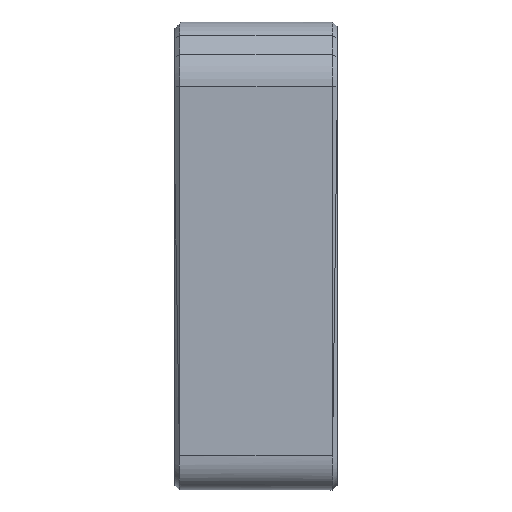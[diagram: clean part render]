
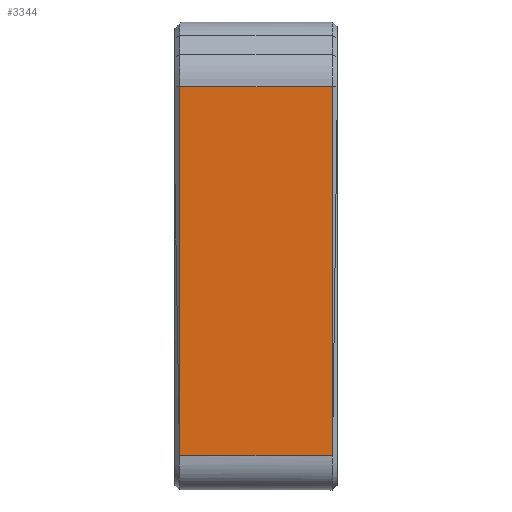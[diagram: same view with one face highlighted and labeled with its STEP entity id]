
A CAD part, front view. The second image highlights one B-rep face of the part: STEP entity #3344.
In plain terms, the highlighted planar face has unit normal (0, -1, 0).
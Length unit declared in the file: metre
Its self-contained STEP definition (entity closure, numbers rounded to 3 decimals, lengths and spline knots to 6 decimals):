
#112=B_SPLINE_CURVE_WITH_KNOTS('',3,(#5247,#5248,#5249,#5250),
 .UNSPECIFIED.,.F.,.F.,(4,4),(0.,1.),.UNSPECIFIED.);
#372=LINE('',#5243,#648);
#374=LINE('',#5251,#650);
#375=LINE('',#5253,#651);
#648=VECTOR('',#4033,1.);
#650=VECTOR('',#4037,1.);
#651=VECTOR('',#4038,1.);
#1067=ORIENTED_EDGE('',*,*,#2005,.F.);
#1068=ORIENTED_EDGE('',*,*,#2007,.T.);
#1069=ORIENTED_EDGE('',*,*,#2008,.T.);
#1070=ORIENTED_EDGE('',*,*,#2009,.F.);
#2005=EDGE_CURVE('',#2464,#2465,#372,.T.);
#2007=EDGE_CURVE('',#2464,#2458,#112,.T.);
#2008=EDGE_CURVE('',#2458,#2466,#374,.T.);
#2009=EDGE_CURVE('',#2465,#2466,#375,.T.);
#2458=VERTEX_POINT('',#5200);
#2464=VERTEX_POINT('',#5242);
#2465=VERTEX_POINT('',#5244);
#2466=VERTEX_POINT('',#5252);
#2802=EDGE_LOOP('',(#1067,#1068,#1069,#1070));
#3031=FACE_BOUND('',#2802,.T.);
#3238=PLANE('',#3585);
#3344=ADVANCED_FACE('',(#3031),#3238,.T.);
#3585=AXIS2_PLACEMENT_3D('',#5246,#4035,#4036);
#4033=DIRECTION('',(0.,0.,1.));
#4035=DIRECTION('',(0.,-1.,0.));
#4036=DIRECTION('',(0.,0.,-1.));
#4037=DIRECTION('',(0.,0.,1.));
#4038=DIRECTION('',(1.,0.,0.));
#5200=CARTESIAN_POINT('',(0.02671,-0.09243,-0.051484));
#5242=CARTESIAN_POINT('',(0.01331,-0.09243,-0.051484));
#5243=CARTESIAN_POINT('',(0.01331,-0.09243,-0.037191));
#5244=CARTESIAN_POINT('',(0.01331,-0.09243,-0.019141));
#5246=CARTESIAN_POINT('',(0.03111,-0.09243,-0.011059));
#5247=CARTESIAN_POINT('',(0.01331,-0.09243,-0.051484));
#5248=CARTESIAN_POINT('',(0.017777,-0.09243,-0.051484));
#5249=CARTESIAN_POINT('',(0.022243,-0.09243,-0.051484));
#5250=CARTESIAN_POINT('',(0.02671,-0.09243,-0.051484));
#5251=CARTESIAN_POINT('',(0.02671,-0.09243,-0.011059));
#5252=CARTESIAN_POINT('',(0.02671,-0.09243,-0.019141));
#5253=CARTESIAN_POINT('',(0.03111,-0.09243,-0.019141));
